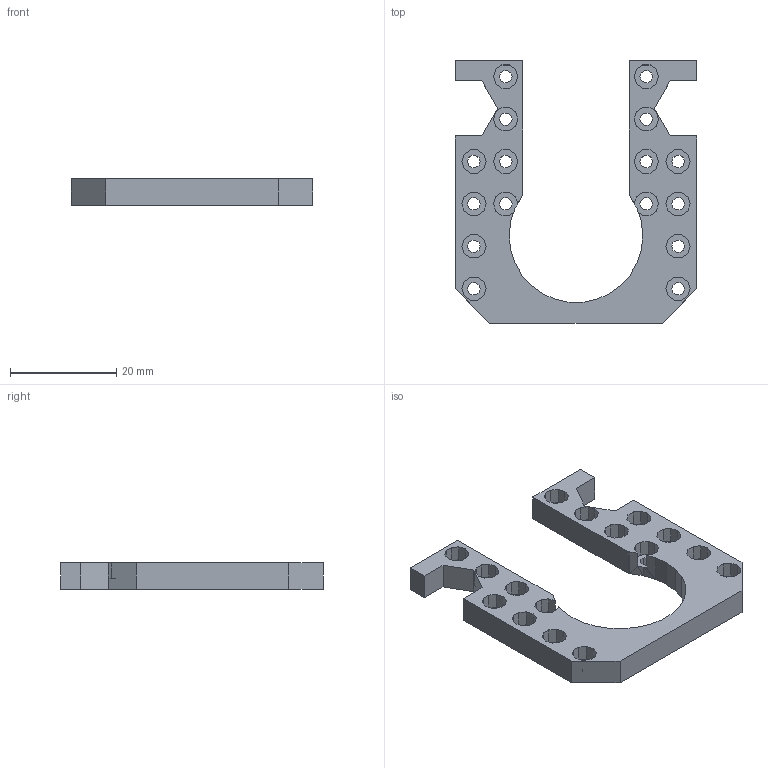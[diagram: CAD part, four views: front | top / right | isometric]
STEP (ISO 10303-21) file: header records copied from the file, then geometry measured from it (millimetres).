
FILE_DESCRIPTION(('FreeCAD Model'),'2;1');
FILE_NAME('cintura2.step', '2014-09-10T13:56:58',('FreeCAD'),('FreeCAD'), 'Open CASCADE STEP processor 6.5','FreeCAD','Unknown');
FILE_SCHEMA(('AUTOMOTIVE_DESIGN_CC2 { 1 2 10303 214 -1 1 5 4 }'));
Length unit declared in the file: millimetre
Products named in the file (1): Open CASCADE STEP translator 6.5 5
Bounding box: 45.5 x 49.5 x 5 mm (x, y, z)
Surface area: 4504.5 mm2 (no closed solid volume)
Topology: 0 solids, 1 shells, 387 faces, 1095 edges, 724 vertices
Faces by surface type: plane 387
Entity records: 26538 total; most frequent: CARTESIAN_POINT 4413, DIRECTION 4045, LINE 3269, VECTOR 3269, ORIENTED_EDGE 2190, PCURVE 2190, DEFINITIONAL_REPRESENTATION 2190, EDGE_CURVE 1095
